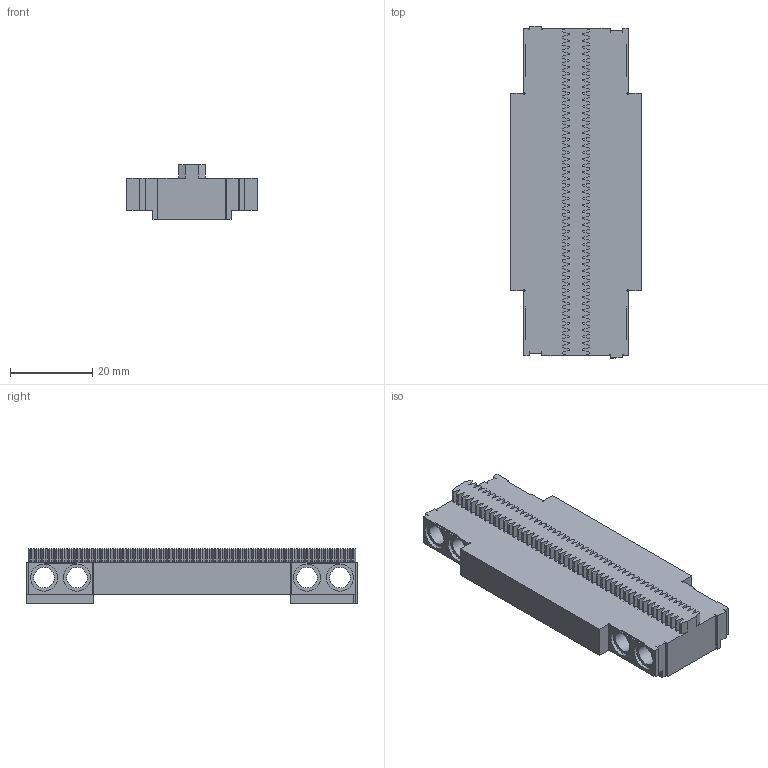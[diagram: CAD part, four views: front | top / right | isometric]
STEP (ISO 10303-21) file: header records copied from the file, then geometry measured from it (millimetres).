
FILE_DESCRIPTION(('Open CASCADE Model'),'2;1');
FILE_NAME('Open CASCADE Shape Model','2025-01-19T18:59:57',('Author'),( 'Open CASCADE'),'Open CASCADE STEP processor 7.7','Open CASCADE 7.7' ,'Unknown');
FILE_SCHEMA(('AUTOMOTIVE_DESIGN { 1 0 10303 214 1 1 1 1 }'));
Length unit declared in the file: millimetre
Products named in the file (1): Open CASCADE STEP translator 7.7 50
Bounding box: 31.8 x 80.8 x 13.2 mm (x, y, z)
Volume: 17092.8 mm3; surface area: 10004.9 mm2
Topology: 1 solids, 1 shells, 598 faces, 1736 edges, 1152 vertices
Faces by surface type: plane 566, cylinder 32
Full cylindrical faces by diameter (mm): 5 x8, 6.6 x8
Entity records: 42038 total; most frequent: CARTESIAN_POINT 7127, DIRECTION 6450, LINE 5064, VECTOR 5064, ORIENTED_EDGE 3472, PCURVE 3472, DEFINITIONAL_REPRESENTATION 3472, EDGE_CURVE 1736
